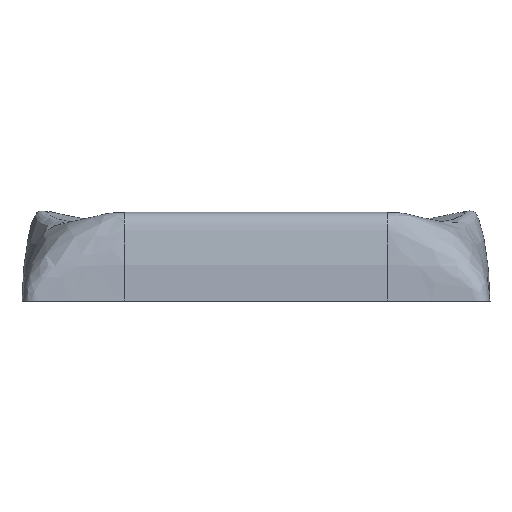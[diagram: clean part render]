
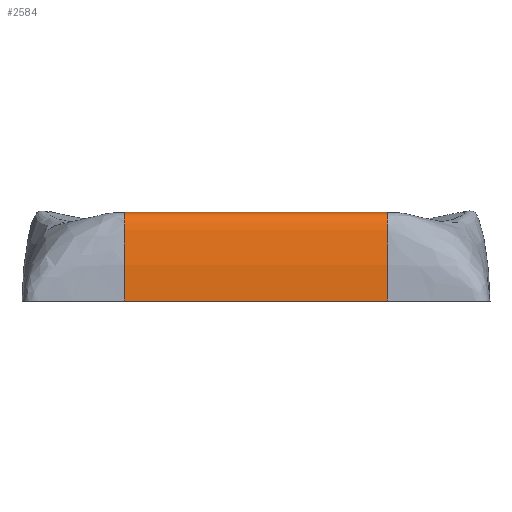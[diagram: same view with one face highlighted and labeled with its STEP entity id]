
A CAD part, front view. The second image highlights one B-rep face of the part: STEP entity #2584.
In plain terms, the highlighted free-form (B-spline) face has degree [3, 1] with [16, 2] control points.
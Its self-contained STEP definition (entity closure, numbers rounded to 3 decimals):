
#21=B_SPLINE_CURVE_WITH_KNOTS('',3,(#4932,#4933,#4934,#4935,#4936,#4937,
#4938,#4939,#4940,#4941,#4942,#4943,#4944,#4945,#4946,#4947),
 .UNSPECIFIED.,.F.,.F.,(4,2,2,2,2,2,2,4),(-1.228,-1.116,
-0.982,-0.877,-0.77,-0.599,
-0.311,0.),.UNSPECIFIED.);
#38=B_SPLINE_CURVE_WITH_KNOTS('',3,(#8087,#8088,#8089,#8090,#8091,#8092,
#8093,#8094,#8095,#8096,#8097,#8098,#8099,#8100,#8101,#8102),
 .UNSPECIFIED.,.F.,.F.,(4,2,2,2,2,2,2,4),(-1.228,-1.116,
-0.982,-0.877,-0.77,-0.599,
-0.311,0.),.UNSPECIFIED.);
#47=B_SPLINE_SURFACE_WITH_KNOTS('',3,1,((#8180,#8181),(#8182,#8183),(#8184,
#8185),(#8186,#8187),(#8188,#8189),(#8190,#8191),(#8192,#8193),(#8194,#8195),
(#8196,#8197),(#8198,#8199),(#8200,#8201),(#8202,#8203),(#8204,#8205),(#8206,
#8207),(#8208,#8209),(#8210,#8211)),.UNSPECIFIED.,.F.,.F.,.F.,(4,2,2,2,
2,2,2,4),(2,2),(-1.228,-1.116,-0.982,-0.877,
-0.77,-0.599,-0.311,0.),(0.,2.375),
 .UNSPECIFIED.);
#366=FACE_OUTER_BOUND('',#520,.T.);
#520=EDGE_LOOP('',(#2363,#2364,#2365,#2366));
#769=LINE('',#8179,#1018);
#770=LINE('',#8212,#1019);
#1018=VECTOR('',#3554,10.);
#1019=VECTOR('',#3555,10.);
#1227=VERTEX_POINT('',#4930);
#1228=VERTEX_POINT('',#4931);
#1241=VERTEX_POINT('',#7658);
#1248=VERTEX_POINT('',#8086);
#1587=EDGE_CURVE('',#1227,#1228,#21,.T.);
#1611=EDGE_CURVE('',#1241,#1248,#38,.T.);
#1622=EDGE_CURVE('',#1248,#1228,#769,.T.);
#1623=EDGE_CURVE('',#1241,#1227,#770,.T.);
#2363=ORIENTED_EDGE('',*,*,#1611,.T.);
#2364=ORIENTED_EDGE('',*,*,#1622,.T.);
#2365=ORIENTED_EDGE('',*,*,#1587,.F.);
#2366=ORIENTED_EDGE('',*,*,#1623,.F.);
#2584=ADVANCED_FACE('',(#366),#47,.T.);
#3554=DIRECTION('',(1.,0.,0.));
#3555=DIRECTION('',(1.,0.,0.));
#4930=CARTESIAN_POINT('',(11.875,-6.497,7.984));
#4931=CARTESIAN_POINT('',(11.875,-9.198,0.));
#4932=CARTESIAN_POINT('Ctrl Pts',(11.875,-6.497,7.984));
#4933=CARTESIAN_POINT('Ctrl Pts',(11.875,-6.647,7.993));
#4934=CARTESIAN_POINT('Ctrl Pts',(11.875,-6.796,7.994));
#4935=CARTESIAN_POINT('Ctrl Pts',(11.875,-7.122,7.965));
#4936=CARTESIAN_POINT('Ctrl Pts',(11.875,-7.299,7.93));
#4937=CARTESIAN_POINT('Ctrl Pts',(11.875,-7.594,7.81));
#4938=CARTESIAN_POINT('Ctrl Pts',(11.875,-7.714,7.738));
#4939=CARTESIAN_POINT('Ctrl Pts',(11.875,-7.923,7.549));
#4940=CARTESIAN_POINT('Ctrl Pts',(11.875,-8.039,7.408));
#4941=CARTESIAN_POINT('Ctrl Pts',(11.875,-8.339,6.814));
#4942=CARTESIAN_POINT('Ctrl Pts',(11.875,-8.467,6.333));
#4943=CARTESIAN_POINT('Ctrl Pts',(11.875,-8.792,4.912));
#4944=CARTESIAN_POINT('Ctrl Pts',(11.875,-8.953,3.976));
#4945=CARTESIAN_POINT('Ctrl Pts',(11.875,-9.147,2.072));
#4946=CARTESIAN_POINT('Ctrl Pts',(11.875,-9.176,1.038));
#4947=CARTESIAN_POINT('Ctrl Pts',(11.875,-9.198,0.));
#7658=CARTESIAN_POINT('',(-11.875,-6.497,7.984));
#8086=CARTESIAN_POINT('',(-11.875,-9.198,0.));
#8087=CARTESIAN_POINT('Ctrl Pts',(-11.875,-6.497,7.984));
#8088=CARTESIAN_POINT('Ctrl Pts',(-11.875,-6.647,7.993));
#8089=CARTESIAN_POINT('Ctrl Pts',(-11.875,-6.796,7.994));
#8090=CARTESIAN_POINT('Ctrl Pts',(-11.875,-7.122,7.965));
#8091=CARTESIAN_POINT('Ctrl Pts',(-11.875,-7.299,7.93));
#8092=CARTESIAN_POINT('Ctrl Pts',(-11.875,-7.594,7.81));
#8093=CARTESIAN_POINT('Ctrl Pts',(-11.875,-7.714,7.738));
#8094=CARTESIAN_POINT('Ctrl Pts',(-11.875,-7.923,7.549));
#8095=CARTESIAN_POINT('Ctrl Pts',(-11.875,-8.039,7.408));
#8096=CARTESIAN_POINT('Ctrl Pts',(-11.875,-8.339,6.814));
#8097=CARTESIAN_POINT('Ctrl Pts',(-11.875,-8.467,6.333));
#8098=CARTESIAN_POINT('Ctrl Pts',(-11.875,-8.792,4.912));
#8099=CARTESIAN_POINT('Ctrl Pts',(-11.875,-8.953,3.976));
#8100=CARTESIAN_POINT('Ctrl Pts',(-11.875,-9.147,2.072));
#8101=CARTESIAN_POINT('Ctrl Pts',(-11.875,-9.176,1.038));
#8102=CARTESIAN_POINT('Ctrl Pts',(-11.875,-9.198,0.));
#8179=CARTESIAN_POINT('',(-11.875,-9.198,0.));
#8180=CARTESIAN_POINT('Ctrl Pts',(-11.875,-6.497,7.984));
#8181=CARTESIAN_POINT('Ctrl Pts',(11.875,-6.497,7.984));
#8182=CARTESIAN_POINT('Ctrl Pts',(-11.875,-6.647,7.993));
#8183=CARTESIAN_POINT('Ctrl Pts',(11.875,-6.647,7.993));
#8184=CARTESIAN_POINT('Ctrl Pts',(-11.875,-6.796,7.994));
#8185=CARTESIAN_POINT('Ctrl Pts',(11.875,-6.796,7.994));
#8186=CARTESIAN_POINT('Ctrl Pts',(-11.875,-7.122,7.965));
#8187=CARTESIAN_POINT('Ctrl Pts',(11.875,-7.122,7.965));
#8188=CARTESIAN_POINT('Ctrl Pts',(-11.875,-7.299,7.93));
#8189=CARTESIAN_POINT('Ctrl Pts',(11.875,-7.299,7.93));
#8190=CARTESIAN_POINT('Ctrl Pts',(-11.875,-7.594,7.81));
#8191=CARTESIAN_POINT('Ctrl Pts',(11.875,-7.594,7.81));
#8192=CARTESIAN_POINT('Ctrl Pts',(-11.875,-7.714,7.738));
#8193=CARTESIAN_POINT('Ctrl Pts',(11.875,-7.714,7.738));
#8194=CARTESIAN_POINT('Ctrl Pts',(-11.875,-7.923,7.549));
#8195=CARTESIAN_POINT('Ctrl Pts',(11.875,-7.923,7.549));
#8196=CARTESIAN_POINT('Ctrl Pts',(-11.875,-8.039,7.408));
#8197=CARTESIAN_POINT('Ctrl Pts',(11.875,-8.039,7.408));
#8198=CARTESIAN_POINT('Ctrl Pts',(-11.875,-8.339,6.814));
#8199=CARTESIAN_POINT('Ctrl Pts',(11.875,-8.339,6.814));
#8200=CARTESIAN_POINT('Ctrl Pts',(-11.875,-8.467,6.333));
#8201=CARTESIAN_POINT('Ctrl Pts',(11.875,-8.467,6.333));
#8202=CARTESIAN_POINT('Ctrl Pts',(-11.875,-8.792,4.912));
#8203=CARTESIAN_POINT('Ctrl Pts',(11.875,-8.792,4.912));
#8204=CARTESIAN_POINT('Ctrl Pts',(-11.875,-8.953,3.976));
#8205=CARTESIAN_POINT('Ctrl Pts',(11.875,-8.953,3.976));
#8206=CARTESIAN_POINT('Ctrl Pts',(-11.875,-9.147,2.072));
#8207=CARTESIAN_POINT('Ctrl Pts',(11.875,-9.147,2.072));
#8208=CARTESIAN_POINT('Ctrl Pts',(-11.875,-9.176,1.038));
#8209=CARTESIAN_POINT('Ctrl Pts',(11.875,-9.176,1.038));
#8210=CARTESIAN_POINT('Ctrl Pts',(-11.875,-9.198,0.));
#8211=CARTESIAN_POINT('Ctrl Pts',(11.875,-9.198,0.));
#8212=CARTESIAN_POINT('',(-11.875,-6.497,7.984));
